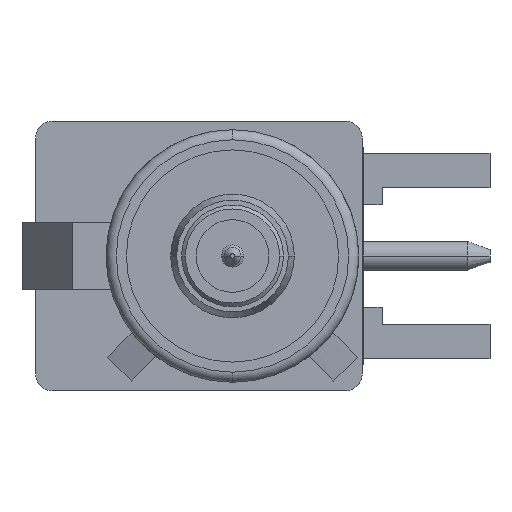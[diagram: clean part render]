
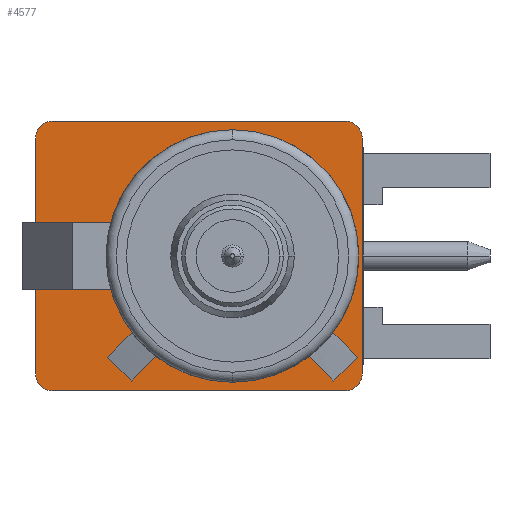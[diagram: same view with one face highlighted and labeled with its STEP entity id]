
A CAD part, left-side view. The second image highlights one B-rep face of the part: STEP entity #4577.
In plain terms, the highlighted planar face has unit normal (-1, 0, 0).
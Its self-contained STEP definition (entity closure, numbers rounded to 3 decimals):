
#208=CARTESIAN_POINT('',(10.095,5.35,-3.5));
#209=DIRECTION('',(-1.,0.,0.));
#210=DIRECTION('',(0.,1.,0.));
#211=AXIS2_PLACEMENT_3D('',#208,#209,#210);
#213=DIRECTION('',(0.,0.,1.));
#214=VECTOR('',#213,7.);
#215=CARTESIAN_POINT('',(10.095,5.85,-3.5));
#216=LINE('',#215,#214);
#217=CARTESIAN_POINT('',(10.095,5.35,3.5));
#218=DIRECTION('',(-1.,0.,0.));
#219=DIRECTION('',(0.,0.,1.));
#220=AXIS2_PLACEMENT_3D('',#217,#218,#219);
#222=CARTESIAN_POINT('',(10.095,-3.35,3.5));
#223=DIRECTION('',(-1.,0.,0.));
#224=DIRECTION('',(0.,-1.,0.));
#225=AXIS2_PLACEMENT_3D('',#222,#223,#224);
#227=CARTESIAN_POINT('',(10.095,-3.35,-3.5));
#228=DIRECTION('',(-1.,0.,0.));
#229=DIRECTION('',(0.,0.,-1.));
#230=AXIS2_PLACEMENT_3D('',#227,#228,#229);
#232=DIRECTION('',(0.,-0.707,-0.707));
#233=VECTOR('',#232,1.033);
#234=CARTESIAN_POINT('',(10.095,-2.274,-2.982));
#235=LINE('',#234,#233);
#236=DIRECTION('',(0.,-0.707,0.707));
#237=VECTOR('',#236,1.);
#238=CARTESIAN_POINT('',(10.095,-3.005,-3.712));
#239=LINE('',#238,#237);
#240=DIRECTION('',(0.,0.707,0.707));
#241=VECTOR('',#240,1.033);
#242=CARTESIAN_POINT('',(10.095,-3.712,-3.005));
#243=LINE('',#242,#241);
#244=CARTESIAN_POINT('',(10.095,0.,0.));
#245=DIRECTION('',(-1.,0.,0.));
#246=DIRECTION('',(0.,0.,1.));
#247=AXIS2_PLACEMENT_3D('',#244,#245,#246);
#249=CARTESIAN_POINT('',(10.095,0.,0.));
#250=DIRECTION('',(-1.,0.,0.));
#251=DIRECTION('',(0.,0.964,-0.267));
#252=AXIS2_PLACEMENT_3D('',#249,#250,#251);
#254=DIRECTION('',(0.,0.707,-0.707));
#255=VECTOR('',#254,1.033);
#256=CARTESIAN_POINT('',(10.095,2.982,-2.274));
#257=LINE('',#256,#255);
#258=DIRECTION('',(0.,-0.707,-0.707));
#259=VECTOR('',#258,1.);
#260=CARTESIAN_POINT('',(10.095,3.712,-3.005));
#261=LINE('',#260,#259);
#262=DIRECTION('',(0.,-0.707,0.707));
#263=VECTOR('',#262,1.033);
#264=CARTESIAN_POINT('',(10.095,3.005,-3.712));
#265=LINE('',#264,#263);
#266=CARTESIAN_POINT('',(10.095,0.,0.));
#267=DIRECTION('',(-1.,0.,0.));
#268=DIRECTION('',(0.,0.607,-0.795));
#269=AXIS2_PLACEMENT_3D('',#266,#267,#268);
#772=DIRECTION('',(0.,1.,0.));
#773=VECTOR('',#772,8.7);
#774=CARTESIAN_POINT('',(10.095,-3.35,4.));
#775=LINE('',#774,#773);
#1460=DIRECTION('',(0.,1.,0.));
#1461=VECTOR('',#1460,8.7);
#1462=CARTESIAN_POINT('',(10.095,-3.35,-4.));
#1463=LINE('',#1462,#1461);
#1505=DIRECTION('',(0.,0.,1.));
#1506=VECTOR('',#1505,7.);
#1507=CARTESIAN_POINT('',(10.095,-3.85,-3.5));
#1508=LINE('',#1507,#1506);
#2769=CARTESIAN_POINT('',(10.095,0.,0.));
#2770=DIRECTION('',(-1.,0.,0.));
#2771=DIRECTION('',(0.,0.,-1.));
#2772=AXIS2_PLACEMENT_3D('',#2769,#2770,#2771);
#2783=CARTESIAN_POINT('',(10.095,0.,0.));
#2784=DIRECTION('',(-1.,0.,0.));
#2785=DIRECTION('',(0.,-0.795,-0.607));
#2786=AXIS2_PLACEMENT_3D('',#2783,#2784,#2785);
#2861=DIRECTION('',(0.,1.,0.));
#2862=VECTOR('',#2861,1.036);
#2863=CARTESIAN_POINT('',(10.095,3.614,-1.));
#2864=LINE('',#2863,#2862);
#2885=DIRECTION('',(0.,0.,1.));
#2886=VECTOR('',#2885,2.);
#2887=CARTESIAN_POINT('',(10.095,4.65,-1.));
#2888=LINE('',#2887,#2886);
#2889=DIRECTION('',(0.,1.,0.));
#2890=VECTOR('',#2889,1.036);
#2891=CARTESIAN_POINT('',(10.095,3.614,1.));
#2892=LINE('',#2891,#2890);
#3561=CARTESIAN_POINT('',(10.095,5.85,-3.5));
#3562=VERTEX_POINT('',#3561);
#3563=CARTESIAN_POINT('',(10.095,5.35,-4.));
#3564=VERTEX_POINT('',#3563);
#3565=CARTESIAN_POINT('',(10.095,5.35,4.));
#3566=CARTESIAN_POINT('',(10.095,5.85,3.5));
#3567=VERTEX_POINT('',#3565);
#3568=VERTEX_POINT('',#3566);
#3589=CARTESIAN_POINT('',(10.095,-3.35,4.));
#3590=VERTEX_POINT('',#3589);
#3591=CARTESIAN_POINT('',(10.095,-3.35,-4.));
#3592=VERTEX_POINT('',#3591);
#3593=CARTESIAN_POINT('',(10.095,-3.85,-3.5));
#3594=VERTEX_POINT('',#3593);
#3603=CARTESIAN_POINT('',(10.095,-3.85,3.5));
#3604=VERTEX_POINT('',#3603);
#3649=CARTESIAN_POINT('',(10.095,3.614,-1.));
#3650=CARTESIAN_POINT('',(10.095,4.65,-1.));
#3651=VERTEX_POINT('',#3649);
#3652=VERTEX_POINT('',#3650);
#3653=CARTESIAN_POINT('',(10.095,3.614,1.));
#3654=CARTESIAN_POINT('',(10.095,4.65,1.));
#3655=VERTEX_POINT('',#3653);
#3656=VERTEX_POINT('',#3654);
#3677=CARTESIAN_POINT('',(10.095,0.,3.75));
#3678=VERTEX_POINT('',#3677);
#3679=CARTESIAN_POINT('',(10.095,0.,-3.75));
#3680=VERTEX_POINT('',#3679);
#3681=CARTESIAN_POINT('',(10.095,2.982,-2.274));
#3682=CARTESIAN_POINT('',(10.095,3.712,-3.005));
#3683=VERTEX_POINT('',#3681);
#3684=VERTEX_POINT('',#3682);
#3685=CARTESIAN_POINT('',(10.095,3.005,-3.712));
#3686=VERTEX_POINT('',#3685);
#3687=CARTESIAN_POINT('',(10.095,2.274,-2.982));
#3688=VERTEX_POINT('',#3687);
#3699=CARTESIAN_POINT('',(10.095,-2.274,-2.982));
#3700=CARTESIAN_POINT('',(10.095,-3.005,-3.712));
#3701=VERTEX_POINT('',#3699);
#3702=VERTEX_POINT('',#3700);
#3703=CARTESIAN_POINT('',(10.095,-3.712,-3.005));
#3704=VERTEX_POINT('',#3703);
#3705=CARTESIAN_POINT('',(10.095,-2.982,-2.274));
#3706=VERTEX_POINT('',#3705);
#4525=CARTESIAN_POINT('',(10.095,5.85,4.));
#4526=DIRECTION('',(-1.,0.,0.));
#4527=DIRECTION('',(0.,-1.,0.));
#4528=AXIS2_PLACEMENT_3D('',#4525,#4526,#4527);
#4529=PLANE('',#4528);
#4531=ORIENTED_EDGE('',*,*,#4530,.F.);
#4533=ORIENTED_EDGE('',*,*,#4532,.T.);
#4535=ORIENTED_EDGE('',*,*,#4534,.F.);
#4537=ORIENTED_EDGE('',*,*,#4536,.F.);
#4539=ORIENTED_EDGE('',*,*,#4538,.F.);
#4541=ORIENTED_EDGE('',*,*,#4540,.F.);
#4542=ORIENTED_EDGE('',*,*,#4515,.F.);
#4544=ORIENTED_EDGE('',*,*,#4543,.T.);
#4545=EDGE_LOOP('',(#4531,#4533,#4535,#4537,#4539,#4541,#4542,#4544));
#4546=FACE_OUTER_BOUND('',#4545,.F.);
#4548=ORIENTED_EDGE('',*,*,#4547,.T.);
#4550=ORIENTED_EDGE('',*,*,#4549,.T.);
#4552=ORIENTED_EDGE('',*,*,#4551,.T.);
#4554=ORIENTED_EDGE('',*,*,#4553,.T.);
#4556=ORIENTED_EDGE('',*,*,#4555,.T.);
#4558=ORIENTED_EDGE('',*,*,#4557,.T.);
#4560=ORIENTED_EDGE('',*,*,#4559,.F.);
#4562=ORIENTED_EDGE('',*,*,#4561,.F.);
#4564=ORIENTED_EDGE('',*,*,#4563,.T.);
#4566=ORIENTED_EDGE('',*,*,#4565,.T.);
#4568=ORIENTED_EDGE('',*,*,#4567,.T.);
#4570=ORIENTED_EDGE('',*,*,#4569,.T.);
#4572=ORIENTED_EDGE('',*,*,#4571,.T.);
#4574=ORIENTED_EDGE('',*,*,#4573,.T.);
#4575=EDGE_LOOP('',(#4548,#4550,#4552,#4554,#4556,#4558,#4560,#4562,#4564,#4566,
#4568,#4570,#4572,#4574));
#4576=FACE_BOUND('',#4575,.F.);
#4577=ADVANCED_FACE('',(#4546,#4576),#4529,.T.);
#212=CIRCLE('',#211,0.5);
#221=CIRCLE('',#220,0.5);
#226=CIRCLE('',#225,0.5);
#231=CIRCLE('',#230,0.5);
#248=CIRCLE('',#247,3.75);
#253=CIRCLE('',#252,3.75);
#270=CIRCLE('',#269,3.75);
#2773=CIRCLE('',#2772,3.75);
#2787=CIRCLE('',#2786,3.75);
#4515=EDGE_CURVE('',#3592,#3594,#231,.T.);
#4530=EDGE_CURVE('',#3562,#3564,#212,.T.);
#4532=EDGE_CURVE('',#3562,#3568,#216,.T.);
#4534=EDGE_CURVE('',#3567,#3568,#221,.T.);
#4536=EDGE_CURVE('',#3590,#3567,#775,.T.);
#4538=EDGE_CURVE('',#3604,#3590,#226,.T.);
#4540=EDGE_CURVE('',#3594,#3604,#1508,.T.);
#4543=EDGE_CURVE('',#3592,#3564,#1463,.T.);
#4547=EDGE_CURVE('',#3701,#3702,#235,.T.);
#4549=EDGE_CURVE('',#3702,#3704,#239,.T.);
#4551=EDGE_CURVE('',#3704,#3706,#243,.T.);
#4553=EDGE_CURVE('',#3706,#3678,#2787,.T.);
#4555=EDGE_CURVE('',#3678,#3655,#248,.T.);
#4557=EDGE_CURVE('',#3655,#3656,#2892,.T.);
#4559=EDGE_CURVE('',#3652,#3656,#2888,.T.);
#4561=EDGE_CURVE('',#3651,#3652,#2864,.T.);
#4563=EDGE_CURVE('',#3651,#3683,#253,.T.);
#4565=EDGE_CURVE('',#3683,#3684,#257,.T.);
#4567=EDGE_CURVE('',#3684,#3686,#261,.T.);
#4569=EDGE_CURVE('',#3686,#3688,#265,.T.);
#4571=EDGE_CURVE('',#3688,#3680,#270,.T.);
#4573=EDGE_CURVE('',#3680,#3701,#2773,.T.);
